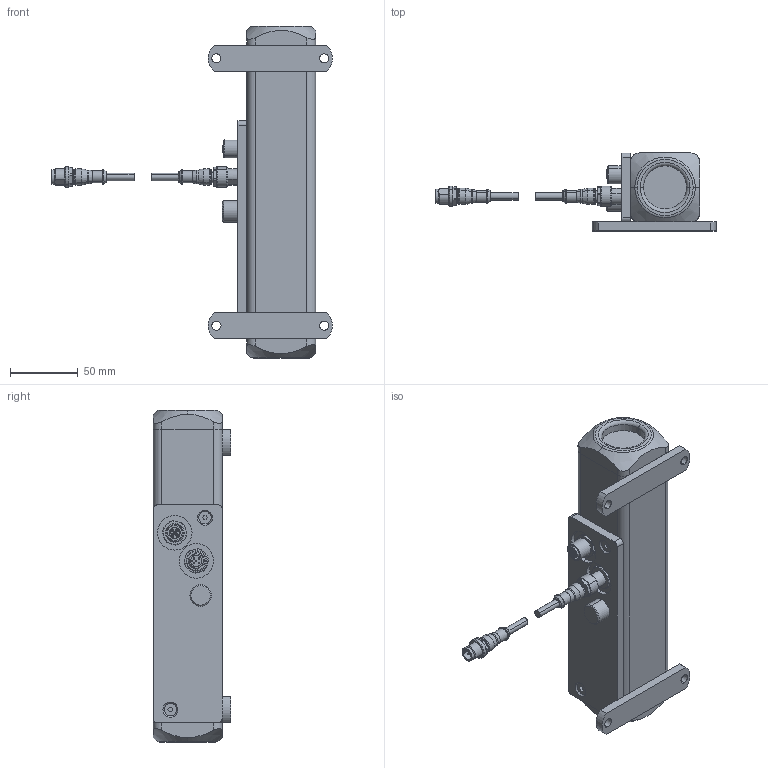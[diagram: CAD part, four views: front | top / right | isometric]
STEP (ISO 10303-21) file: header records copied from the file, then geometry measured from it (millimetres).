
FILE_DESCRIPTION((''),'2;1');
FILE_NAME('ILC95595015','2020-02-20T',('npeters'),(''),'PRO/ENGINEER BY PARAMETRIC TECHNOLOGY CORPORATION, 2013320','PRO/ENGINEER BY PARAMETRIC TECHNOLOGY CORPORATION, 2013320','');
FILE_SCHEMA(('AUTOMOTIVE_DESIGN { 1 0 10303 214 1 1 1 1 }'));
Length unit declared in the file: inch
Products named in the file (1): ILC95595015
Bounding box: 206.77 x 57.15 x 244.47 mm (x, y, z)
Volume: 136892.3 mm3; surface area: 95179.7 mm2
Topology: 5 solids, 9 shells, 536 faces, 1292 edges, 830 vertices
Faces by surface type: cylinder 206, plane 180, cone 97, torus 33, bspline 16, sphere 4
Entity records: 19045 total; most frequent: CARTESIAN_POINT 4663, DIRECTION 2868, ORIENTED_EDGE 2562, EDGE_CURVE 1289, AXIS2_PLACEMENT_3D 1187, VERTEX_POINT 830, CIRCLE 666, EDGE_LOOP 613
